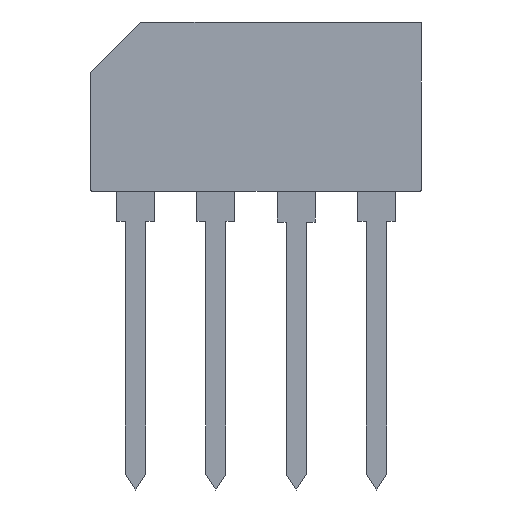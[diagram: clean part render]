
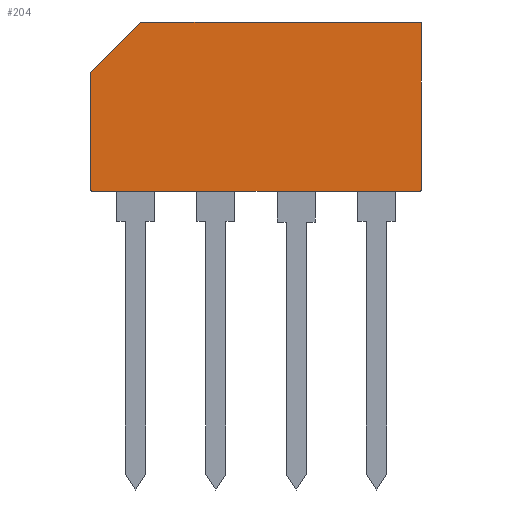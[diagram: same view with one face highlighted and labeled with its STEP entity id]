
A CAD part, front view. The second image highlights one B-rep face of the part: STEP entity #204.
In plain terms, the highlighted planar face has unit normal (0, -1, 0).
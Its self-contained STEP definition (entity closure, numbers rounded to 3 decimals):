
#21=VERTEX_POINT('',#22);
#22=CARTESIAN_POINT('',(18.07,-1.02,1.95));
#35=DIRECTION('',(0.,1.,0.));
#36=DIRECTION('',(-1.,0.,0.));
#39=VERTEX_POINT('',#40);
#40=CARTESIAN_POINT('',(18.02,-1.02,1.9));
#43=EDGE_CURVE('',#21,#39,#44,.T.);
#44=CIRCLE('',#45,0.05);
#45=AXIS2_PLACEMENT_3D('',#46,#35,#36);
#46=CARTESIAN_POINT('',(18.02,-1.02,1.95));
#55=VERTEX_POINT('',#56);
#56=CARTESIAN_POINT('',(18.07,-1.02,12.55));
#63=VECTOR('',#64,1.);
#64=DIRECTION('',(0.,0.,-1.));
#67=EDGE_CURVE('',#55,#21,#68,.T.);
#68=LINE('',#56,#63);
#80=VECTOR('',#36,1.);
#83=VERTEX_POINT('',#84);
#84=CARTESIAN_POINT('',(-2.78,-1.02,1.9));
#87=EDGE_CURVE('',#39,#83,#88,.T.);
#88=LINE('',#40,#80);
#204=ADVANCED_FACE('',(#205),#243,.T.);
#205=FACE_BOUND('',#206,.F.);
#206=EDGE_LOOP('',(#207,#208,#215,#222,#229,#236,#241,#242));
#207=ORIENTED_EDGE('',*,*,#87,.T.);
#208=ORIENTED_EDGE('',*,*,#209,.T.);
#209=EDGE_CURVE('',#83,#210,#212,.T.);
#210=VERTEX_POINT('',#211);
#211=CARTESIAN_POINT('',(-2.83,-1.02,1.95));
#212=CIRCLE('',#213,0.05);
#213=AXIS2_PLACEMENT_3D('',#214,#35,#36);
#214=CARTESIAN_POINT('',(-2.78,-1.02,1.95));
#215=ORIENTED_EDGE('',*,*,#216,.T.);
#216=EDGE_CURVE('',#210,#217,#219,.T.);
#217=VERTEX_POINT('',#218);
#218=CARTESIAN_POINT('',(-2.83,-1.02,9.43));
#219=LINE('',#211,#220);
#220=VECTOR('',#221,1.);
#221=DIRECTION('',(0.,0.,1.));
#222=ORIENTED_EDGE('',*,*,#223,.T.);
#223=EDGE_CURVE('',#217,#224,#226,.T.);
#224=VERTEX_POINT('',#225);
#225=CARTESIAN_POINT('',(0.34,-1.02,12.6));
#226=LINE('',#218,#227);
#227=VECTOR('',#228,1.);
#228=DIRECTION('',(0.707,0.,0.707));
#229=ORIENTED_EDGE('',*,*,#230,.T.);
#230=EDGE_CURVE('',#224,#231,#233,.T.);
#231=VERTEX_POINT('',#232);
#232=CARTESIAN_POINT('',(18.02,-1.02,12.6));
#233=LINE('',#225,#234);
#234=VECTOR('',#235,1.);
#235=DIRECTION('',(1.,0.,0.));
#236=ORIENTED_EDGE('',*,*,#237,.T.);
#237=EDGE_CURVE('',#231,#55,#238,.T.);
#238=CIRCLE('',#239,0.05);
#239=AXIS2_PLACEMENT_3D('',#240,#35,#36);
#240=CARTESIAN_POINT('',(18.02,-1.02,12.55));
#241=ORIENTED_EDGE('',*,*,#67,.T.);
#242=ORIENTED_EDGE('',*,*,#43,.T.);
#243=PLANE('',#244);
#244=AXIS2_PLACEMENT_3D('',#40,#245,#64);
#245=DIRECTION('',(0.,-1.,0.));
